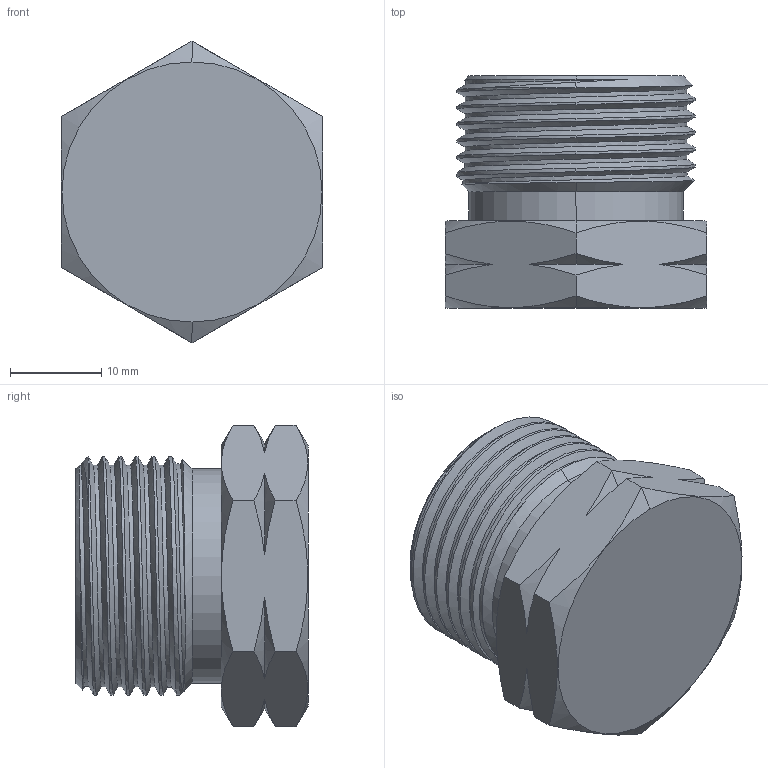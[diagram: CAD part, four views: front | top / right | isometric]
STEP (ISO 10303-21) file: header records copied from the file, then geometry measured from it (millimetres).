
FILE_DESCRIPTION (( 'STEP AP203' ), '1' );
FILE_NAME ('AD-677MSS-BL.STEP', '2025-08-07T15:47:28', ( '' ), ( '' ), 'SwSTEP 2.0', 'SolidWorks 2018', '' );
FILE_SCHEMA (( 'CONFIG_CONTROL_DESIGN' ));
Length unit declared in the file: inch
Products named in the file (1): AD-677MSS-BL
Bounding box: 28.57 x 25.4 x 33 mm (x, y, z)
Volume: 12167 mm3; surface area: 4666.7 mm2
Topology: 1 solids, 1 shells, 125 faces, 332 edges, 215 vertices
Faces by surface type: bspline 44, plane 34, cone 28, cylinder 19
Entity records: 10804 total; most frequent: CARTESIAN_POINT 8046, ORIENTED_EDGE 660, DIRECTION 368, EDGE_CURVE 330, VERTEX_POINT 215, B_SPLINE_CURVE_WITH_KNOTS 156, LINE 144, VECTOR 144
